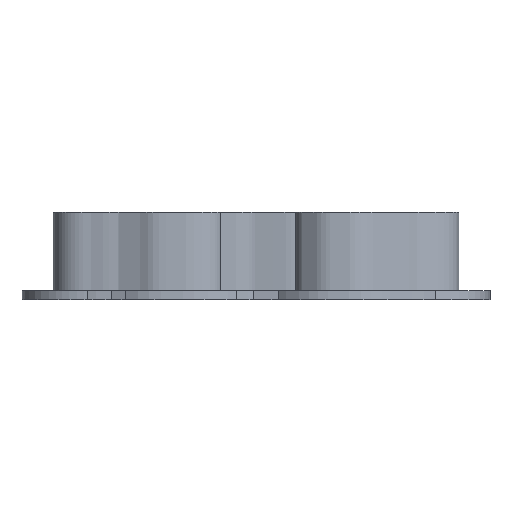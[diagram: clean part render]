
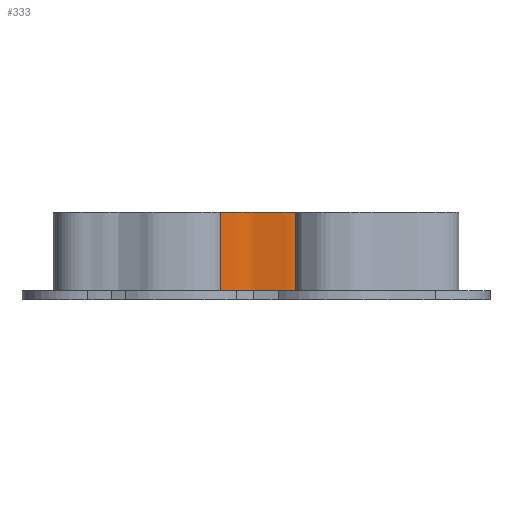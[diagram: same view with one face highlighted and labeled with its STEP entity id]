
A CAD part, front view. The second image highlights one B-rep face of the part: STEP entity #333.
In plain terms, the highlighted free-form (B-spline) face has degree [3, 1] with [16, 2] control points.
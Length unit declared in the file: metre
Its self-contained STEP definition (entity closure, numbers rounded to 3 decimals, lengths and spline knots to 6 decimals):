
#16=LINE('',#728,#32);
#18=LINE('',#1533,#34);
#32=VECTOR('',#369,1.);
#34=VECTOR('',#371,1.);
#59=ORIENTED_EDGE('',*,*,#157,.T.);
#60=ORIENTED_EDGE('',*,*,#150,.F.);
#61=ORIENTED_EDGE('',*,*,#158,.F.);
#62=ORIENTED_EDGE('',*,*,#155,.T.);
#150=EDGE_CURVE('',#200,#197,#16,.T.);
#155=EDGE_CURVE('',#204,#203,#18,.T.);
#157=EDGE_CURVE('',#203,#197,#237,.T.);
#158=EDGE_CURVE('',#204,#200,#238,.T.);
#197=VERTEX_POINT('',#607);
#200=VERTEX_POINT('',#727);
#203=VERTEX_POINT('',#1532);
#204=VERTEX_POINT('',#1534);
#237=B_SPLINE_CURVE_WITH_KNOTS('',3,(#1705,#1706,#1707,#1708,#1709,#1710,
#1711,#1712,#1713,#1714,#1715,#1716,#1717,#1718,#1719,#1720,#1721,#1722,
#1723,#1724,#1725,#1726,#1727,#1728,#1729,#1730,#1731,#1732,#1733,#1734,
#1735,#1736,#1737,#1738),.UNSPECIFIED.,.F.,.F.,(4,1,1,1,1,1,1,1,1,1,1,1,
1,1,1,1,1,1,1,1,1,1,1,1,1,1,1,1,1,1,1,4),(0.51013,0.511845,
0.513559,0.515274,0.516132,0.516989,
0.517847,0.518704,0.520419,0.522134,
0.523849,0.525564,0.527278,0.528993,
0.529851,0.530708,0.532423,0.534138,
0.537568,0.539283,0.540997,0.542712,0.544427,
0.547857,0.551287,0.553002,0.554716,
0.558146,0.559861,0.561576,0.563291,
0.565006),.UNSPECIFIED.);
#238=B_SPLINE_CURVE_WITH_KNOTS('',3,(#1739,#1740,#1741,#1742,#1743,#1744,
#1745,#1746,#1747,#1748,#1749,#1750,#1751,#1752,#1753,#1754,#1755,#1756,
#1757,#1758,#1759,#1760,#1761,#1762,#1763,#1764,#1765,#1766,#1767,#1768,
#1769,#1770,#1771,#1772),.UNSPECIFIED.,.F.,.F.,(4,1,1,1,1,1,1,1,1,1,1,1,
1,1,1,1,1,1,1,1,1,1,1,1,1,1,1,1,1,1,1,4),(0.51013,0.511845,
0.513559,0.515274,0.516132,0.516989,
0.517847,0.518704,0.520419,0.522134,
0.523849,0.525564,0.527278,0.528993,
0.529851,0.530708,0.532423,0.534138,
0.537568,0.539283,0.540997,0.542712,0.544427,
0.547857,0.551287,0.553002,0.554716,
0.558146,0.559861,0.561576,0.563291,
0.565006),.UNSPECIFIED.);
#268=EDGE_LOOP('',(#59,#60,#61,#62));
#292=FACE_BOUND('',#268,.T.);
#316=B_SPLINE_SURFACE_WITH_KNOTS('',3,1,((#1673,#1674),(#1675,#1676),(#1677,
#1678),(#1679,#1680),(#1681,#1682),(#1683,#1684),(#1685,#1686),(#1687,#1688),
(#1689,#1690),(#1691,#1692),(#1693,#1694),(#1695,#1696),(#1697,#1698),(#1699,
#1700),(#1701,#1702),(#1703,#1704)),.SURF_OF_LINEAR_EXTRUSION.,.F.,.F.,
 .F.,(4,1,1,1,1,1,1,1,1,1,1,1,1,4),(2,2),(0.51013,0.513559,
0.516989,0.520419,0.523849,0.527278,
0.530708,0.537568,0.544427,0.551287,
0.554716,0.558146,0.561576,0.565006),
(0.,1.),.UNSPECIFIED.);
#333=ADVANCED_FACE('',(#292),#316,.F.);
#369=DIRECTION('',(0.,0.,-1.));
#371=DIRECTION('',(0.,0.,-1.));
#607=CARTESIAN_POINT('',(0.004991,-0.034584,0.));
#727=CARTESIAN_POINT('',(0.004991,-0.034584,0.0127));
#728=CARTESIAN_POINT('',(0.004991,-0.034584,0.0127));
#1532=CARTESIAN_POINT('',(-0.007181,-0.034731,0.));
#1533=CARTESIAN_POINT('',(-0.007181,-0.034731,0.0127));
#1534=CARTESIAN_POINT('',(-0.007181,-0.034731,0.0127));
#1673=CARTESIAN_POINT('',(-0.007181,-0.034731,0.0127));
#1674=CARTESIAN_POINT('',(-0.007181,-0.034731,0.));
#1675=CARTESIAN_POINT('',(-0.006924,-0.034714,0.0127));
#1676=CARTESIAN_POINT('',(-0.006924,-0.034714,0.));
#1677=CARTESIAN_POINT('',(-0.006305,-0.034692,0.0127));
#1678=CARTESIAN_POINT('',(-0.006305,-0.034692,0.));
#1679=CARTESIAN_POINT('',(-0.00517,-0.034626,0.0127));
#1680=CARTESIAN_POINT('',(-0.00517,-0.034626,0.));
#1681=CARTESIAN_POINT('',(-0.004109,-0.03444,0.0127));
#1682=CARTESIAN_POINT('',(-0.004109,-0.03444,0.));
#1683=CARTESIAN_POINT('',(-0.003286,-0.03424,0.0127));
#1684=CARTESIAN_POINT('',(-0.003286,-0.03424,0.));
#1685=CARTESIAN_POINT('',(-0.002645,-0.034095,0.0127));
#1686=CARTESIAN_POINT('',(-0.002645,-0.034095,0.));
#1687=CARTESIAN_POINT('',(-0.002078,-0.034019,0.0127));
#1688=CARTESIAN_POINT('',(-0.002078,-0.034019,0.));
#1689=CARTESIAN_POINT('',(-0.001107,-0.034072,0.0127));
#1690=CARTESIAN_POINT('',(-0.001107,-0.034072,0.));
#1691=CARTESIAN_POINT('',(0.000354,-0.034274,0.0127));
#1692=CARTESIAN_POINT('',(0.000354,-0.034274,0.));
#1693=CARTESIAN_POINT('',(0.00143,-0.034402,0.0127));
#1694=CARTESIAN_POINT('',(0.00143,-0.034402,0.));
#1695=CARTESIAN_POINT('',(0.00228,-0.034524,0.0127));
#1696=CARTESIAN_POINT('',(0.00228,-0.034524,0.));
#1697=CARTESIAN_POINT('',(0.003067,-0.034622,0.0127));
#1698=CARTESIAN_POINT('',(0.003067,-0.034622,0.));
#1699=CARTESIAN_POINT('',(0.00396,-0.034673,0.0127));
#1700=CARTESIAN_POINT('',(0.00396,-0.034673,0.));
#1701=CARTESIAN_POINT('',(0.004675,-0.034624,0.0127));
#1702=CARTESIAN_POINT('',(0.004675,-0.034624,0.));
#1703=CARTESIAN_POINT('',(0.004991,-0.034584,0.0127));
#1704=CARTESIAN_POINT('',(0.004991,-0.034584,0.));
#1705=CARTESIAN_POINT('',(-0.007181,-0.034731,0.));
#1706=CARTESIAN_POINT('',(-0.007053,-0.034723,0.));
#1707=CARTESIAN_POINT('',(-0.006766,-0.034708,0.));
#1708=CARTESIAN_POINT('',(-0.006277,-0.034687,0.));
#1709=CARTESIAN_POINT('',(-0.005835,-0.034664,0.));
#1710=CARTESIAN_POINT('',(-0.005467,-0.034636,0.));
#1711=CARTESIAN_POINT('',(-0.005181,-0.034607,0.));
#1712=CARTESIAN_POINT('',(-0.004903,-0.034571,0.));
#1713=CARTESIAN_POINT('',(-0.00455,-0.034516,0.));
#1714=CARTESIAN_POINT('',(-0.00414,-0.034438,0.));
#1715=CARTESIAN_POINT('',(-0.003699,-0.03434,0.));
#1716=CARTESIAN_POINT('',(-0.003308,-0.034247,0.));
#1717=CARTESIAN_POINT('',(-0.002967,-0.034167,0.));
#1718=CARTESIAN_POINT('',(-0.002674,-0.034106,0.));
#1719=CARTESIAN_POINT('',(-0.002464,-0.034072,0.));
#1720=CARTESIAN_POINT('',(-0.002318,-0.034056,0.));
#1721=CARTESIAN_POINT('',(-0.002165,-0.034044,0.));
#1722=CARTESIAN_POINT('',(-0.001955,-0.034038,0.));
#1723=CARTESIAN_POINT('',(-0.001585,-0.034046,0.));
#1724=CARTESIAN_POINT('',(-0.001172,-0.03408,0.));
#1725=CARTESIAN_POINT('',(-0.000726,-0.034132,0.));
#1726=CARTESIAN_POINT('',(-0.000378,-0.034177,0.));
#1727=CARTESIAN_POINT('',(-0.000019,-0.034223,0.));
#1728=CARTESIAN_POINT('',(0.000442,-0.034281,0.));
#1729=CARTESIAN_POINT('',(0.000997,-0.03435,0.));
#1730=CARTESIAN_POINT('',(0.001537,-0.03442,0.));
#1731=CARTESIAN_POINT('',(0.001958,-0.034477,0.));
#1732=CARTESIAN_POINT('',(0.002414,-0.034541,0.));
#1733=CARTESIAN_POINT('',(0.002934,-0.034606,0.));
#1734=CARTESIAN_POINT('',(0.003517,-0.034647,0.));
#1735=CARTESIAN_POINT('',(0.003986,-0.034656,0.));
#1736=CARTESIAN_POINT('',(0.004481,-0.03464,0.));
#1737=CARTESIAN_POINT('',(0.004833,-0.034604,0.));
#1738=CARTESIAN_POINT('',(0.004991,-0.034584,0.));
#1739=CARTESIAN_POINT('',(-0.007181,-0.034731,0.0127));
#1740=CARTESIAN_POINT('',(-0.007053,-0.034723,0.0127));
#1741=CARTESIAN_POINT('',(-0.006766,-0.034708,0.0127));
#1742=CARTESIAN_POINT('',(-0.006277,-0.034687,0.0127));
#1743=CARTESIAN_POINT('',(-0.005835,-0.034664,0.0127));
#1744=CARTESIAN_POINT('',(-0.005467,-0.034636,0.0127));
#1745=CARTESIAN_POINT('',(-0.005181,-0.034607,0.0127));
#1746=CARTESIAN_POINT('',(-0.004903,-0.034571,0.0127));
#1747=CARTESIAN_POINT('',(-0.00455,-0.034516,0.0127));
#1748=CARTESIAN_POINT('',(-0.00414,-0.034438,0.0127));
#1749=CARTESIAN_POINT('',(-0.003699,-0.03434,0.0127));
#1750=CARTESIAN_POINT('',(-0.003308,-0.034247,0.0127));
#1751=CARTESIAN_POINT('',(-0.002967,-0.034167,0.0127));
#1752=CARTESIAN_POINT('',(-0.002674,-0.034106,0.0127));
#1753=CARTESIAN_POINT('',(-0.002464,-0.034072,0.0127));
#1754=CARTESIAN_POINT('',(-0.002318,-0.034056,0.0127));
#1755=CARTESIAN_POINT('',(-0.002165,-0.034044,0.0127));
#1756=CARTESIAN_POINT('',(-0.001955,-0.034038,0.0127));
#1757=CARTESIAN_POINT('',(-0.001585,-0.034046,0.0127));
#1758=CARTESIAN_POINT('',(-0.001172,-0.03408,0.0127));
#1759=CARTESIAN_POINT('',(-0.000726,-0.034132,0.0127));
#1760=CARTESIAN_POINT('',(-0.000378,-0.034177,0.0127));
#1761=CARTESIAN_POINT('',(-0.000019,-0.034223,0.0127));
#1762=CARTESIAN_POINT('',(0.000442,-0.034281,0.0127));
#1763=CARTESIAN_POINT('',(0.000997,-0.03435,0.0127));
#1764=CARTESIAN_POINT('',(0.001537,-0.03442,0.0127));
#1765=CARTESIAN_POINT('',(0.001958,-0.034477,0.0127));
#1766=CARTESIAN_POINT('',(0.002414,-0.034541,0.0127));
#1767=CARTESIAN_POINT('',(0.002934,-0.034606,0.0127));
#1768=CARTESIAN_POINT('',(0.003517,-0.034647,0.0127));
#1769=CARTESIAN_POINT('',(0.003986,-0.034656,0.0127));
#1770=CARTESIAN_POINT('',(0.004481,-0.03464,0.0127));
#1771=CARTESIAN_POINT('',(0.004833,-0.034604,0.0127));
#1772=CARTESIAN_POINT('',(0.004991,-0.034584,0.0127));
